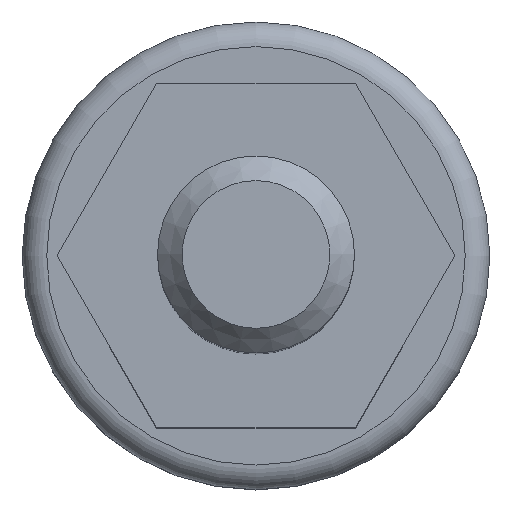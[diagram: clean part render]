
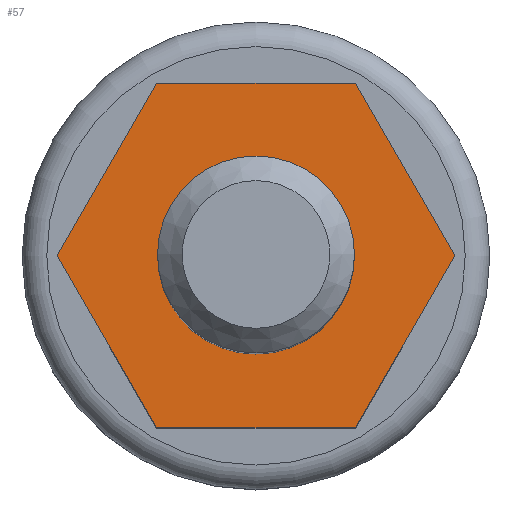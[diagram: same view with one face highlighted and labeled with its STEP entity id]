
A CAD part, top view. The second image highlights one B-rep face of the part: STEP entity #57.
In plain terms, the highlighted planar face has unit normal (0, 0, 1).
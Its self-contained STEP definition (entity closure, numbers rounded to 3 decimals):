
#57 = ADVANCED_FACE( '', ( #115, #116 ), #117, .T. );
#115 = FACE_OUTER_BOUND( '', #174, .T. );
#116 = FACE_BOUND( '', #175, .T. );
#117 = PLANE( '', #176 );
#174 = EDGE_LOOP( '', ( #263, #264, #265, #266, #267, #268 ) );
#175 = EDGE_LOOP( '', ( #269 ) );
#176 = AXIS2_PLACEMENT_3D( '', #270, #271, #272 );
#263 = ORIENTED_EDGE( '', *, *, #322, .T. );
#264 = ORIENTED_EDGE( '', *, *, #318, .T. );
#265 = ORIENTED_EDGE( '', *, *, #327, .T. );
#266 = ORIENTED_EDGE( '', *, *, #338, .T. );
#267 = ORIENTED_EDGE( '', *, *, #313, .T. );
#268 = ORIENTED_EDGE( '', *, *, #335, .T. );
#269 = ORIENTED_EDGE( '', *, *, #340, .F. );
#270 = CARTESIAN_POINT( '', ( 0., 0., 13. ) );
#271 = DIRECTION( '', ( 0., 0., 1. ) );
#272 = DIRECTION( '', ( 1., 0., 0. ) );
#313 = EDGE_CURVE( '', #358, #356, #359, .T. );
#318 = EDGE_CURVE( '', #367, #365, #368, .T. );
#322 = EDGE_CURVE( '', #373, #367, #374, .T. );
#327 = EDGE_CURVE( '', #365, #379, #381, .T. );
#335 = EDGE_CURVE( '', #356, #373, #392, .T. );
#338 = EDGE_CURVE( '', #379, #358, #395, .T. );
#340 = EDGE_CURVE( '', #397, #397, #398, .T. );
#356 = VERTEX_POINT( '', #416 );
#358 = VERTEX_POINT( '', #419 );
#359 = LINE( '', #420, #421 );
#365 = VERTEX_POINT( '', #429 );
#367 = VERTEX_POINT( '', #432 );
#368 = LINE( '', #433, #434 );
#373 = VERTEX_POINT( '', #441 );
#374 = LINE( '', #442, #443 );
#379 = VERTEX_POINT( '', #450 );
#381 = LINE( '', #453, #454 );
#392 = LINE( '', #466, #467 );
#395 = LINE( '', #471, #472 );
#397 = VERTEX_POINT( '', #474 );
#398 = CIRCLE( '', #475, 4. );
#416 = CARTESIAN_POINT( '', ( 8.083, 0., 13. ) );
#419 = CARTESIAN_POINT( '', ( 4.041, -7., 13. ) );
#420 = CARTESIAN_POINT( '', ( 4.041, -7., 13. ) );
#421 = VECTOR( '', #491, 1000. );
#429 = CARTESIAN_POINT( '', ( -8.083, 0., 13. ) );
#432 = CARTESIAN_POINT( '', ( -4.041, 7., 13. ) );
#433 = CARTESIAN_POINT( '', ( -4.041, 7., 13. ) );
#434 = VECTOR( '', #495, 1000. );
#441 = CARTESIAN_POINT( '', ( 4.041, 7., 13. ) );
#442 = CARTESIAN_POINT( '', ( 4.041, 7., 13. ) );
#443 = VECTOR( '', #498, 1000. );
#450 = CARTESIAN_POINT( '', ( -4.041, -7., 13. ) );
#453 = CARTESIAN_POINT( '', ( -8.083, 0., 13. ) );
#454 = VECTOR( '', #502, 1000. );
#466 = CARTESIAN_POINT( '', ( 8.083, 0., 13. ) );
#467 = VECTOR( '', #513, 1000. );
#471 = CARTESIAN_POINT( '', ( -4.041, -7., 13. ) );
#472 = VECTOR( '', #515, 1000. );
#474 = CARTESIAN_POINT( '', ( 2., 3.464, 13. ) );
#475 = AXIS2_PLACEMENT_3D( '', #516, #517, #518 );
#491 = DIRECTION( '', ( 0.5, 0.866, 0. ) );
#495 = DIRECTION( '', ( -0.5, -0.866, 0. ) );
#498 = DIRECTION( '', ( -1., 0., 0. ) );
#502 = DIRECTION( '', ( 0.5, -0.866, 0. ) );
#513 = DIRECTION( '', ( -0.5, 0.866, 0. ) );
#515 = DIRECTION( '', ( 1., 0., 0. ) );
#516 = CARTESIAN_POINT( '', ( 0., 0., 13. ) );
#517 = DIRECTION( '', ( 0., 0., 1. ) );
#518 = DIRECTION( '', ( 0.5, 0.866, 0. ) );
